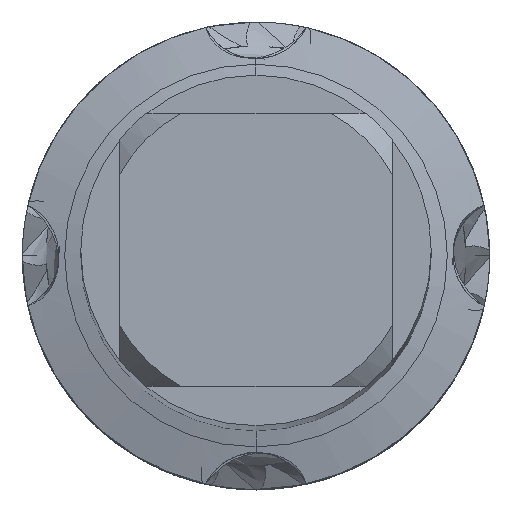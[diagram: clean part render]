
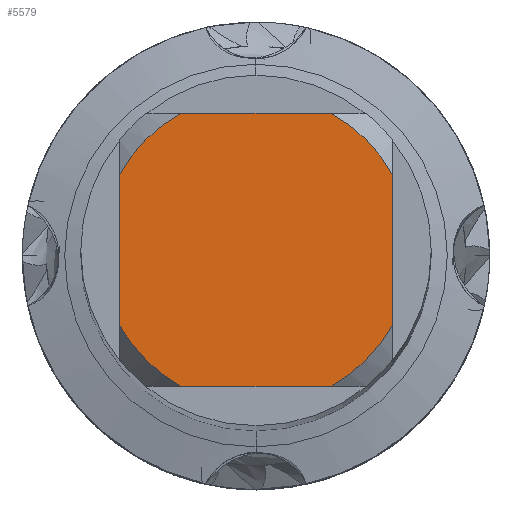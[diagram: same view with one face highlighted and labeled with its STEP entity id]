
A CAD part, top view. The second image highlights one B-rep face of the part: STEP entity #5579.
In plain terms, the highlighted planar face has unit normal (0, 0, 1).
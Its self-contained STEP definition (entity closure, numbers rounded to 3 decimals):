
#2249=VERTEX_POINT('',#6637);
#3865=EDGE_CURVE('',#6465,#4151,#8399,.T.);
#3879=VERTEX_POINT('',#8415);
#4151=VERTEX_POINT('',#8710);
#4385=VERTEX_POINT('',#8963);
#4443=VERTEX_POINT('',#9023);
#5075=EDGE_CURVE('',#4385,#4151,#9705,.T.);
#5203=VERTEX_POINT('',#9843);
#5345=EDGE_CURVE('',#5203,#2249,#9995,.T.);
#5427=EDGE_CURVE('',#6465,#4443,#10086,.T.);
#5575=EDGE_CURVE('',#3879,#6579,#10252,.T.);
#5579=ADVANCED_FACE('',(#10256),#10257,.T.);
#5951=EDGE_CURVE('',#4385,#6579,#10665,.T.);
#6099=EDGE_CURVE('',#3879,#2249,#10828,.T.);
#6261=EDGE_CURVE('',#5203,#4443,#11001,.T.);
#6465=VERTEX_POINT('',#11226);
#6579=VERTEX_POINT('',#11351);
#6637=CARTESIAN_POINT('',(3.5,1.936,0.0));
#8399=LINE('',#17258,#17259);
#8415=CARTESIAN_POINT('',(3.5,-1.936,0.0));
#8710=CARTESIAN_POINT('',(-3.5,-1.936,0.0));
#8963=CARTESIAN_POINT('',(-1.936,-3.5,0.0));
#9023=CARTESIAN_POINT('',(-1.936,3.5,0.0));
#9705=CIRCLE('',#21260,4.0);
#9843=CARTESIAN_POINT('',(1.936,3.5,0.0));
#9995=CIRCLE('',#22043,4.0);
#10086=CIRCLE('',#22226,4.0);
#10252=CIRCLE('',#22657,4.0);
#10256=FACE_OUTER_BOUND('',#22665,.T.);
#10257=PLANE('',#22666);
#10665=LINE('',#23634,#23635);
#10828=LINE('',#24019,#24020);
#11001=LINE('',#24503,#24504);
#11226=CARTESIAN_POINT('',(-3.5,1.936,0.0));
#11351=CARTESIAN_POINT('',(1.936,-3.5,0.0));
#17258=CARTESIAN_POINT('',(-3.5,1.0,0.0));
#17259=VECTOR('',#27512,1.0);
#21260=AXIS2_PLACEMENT_3D('',#28810,#28811,#28812);
#22043=AXIS2_PLACEMENT_3D('',#29083,#29084,#29085);
#22226=AXIS2_PLACEMENT_3D('',#29200,#29201,#29202);
#22657=AXIS2_PLACEMENT_3D('',#29374,#29375,#29376);
#22665=EDGE_LOOP('',(#29378,#29379,#29380,#29381,#29382,#29383,#29384,#29385));
#22666=AXIS2_PLACEMENT_3D('',#29386,#29387,#29388);
#23634=CARTESIAN_POINT('',(0.0,-3.5,0.0));
#23635=VECTOR('',#29817,1.0);
#24019=CARTESIAN_POINT('',(3.5,1.0,0.0));
#24020=VECTOR('',#29974,1.0);
#24503=CARTESIAN_POINT('',(0.0,3.5,0.0));
#24504=VECTOR('',#30137,1.0);
#27512=DIRECTION('',(-0.0,-1.0,0.0));
#28810=CARTESIAN_POINT('',(0.0,0.0,0.0));
#28811=DIRECTION('',(0.0,0.0,-1.0));
#28812=DIRECTION('',(0.0,1.0,0.0));
#29083=CARTESIAN_POINT('',(0.0,0.0,0.0));
#29084=DIRECTION('',(0.0,0.0,-1.0));
#29085=DIRECTION('',(0.0,1.0,0.0));
#29200=CARTESIAN_POINT('',(0.0,0.0,0.0));
#29201=DIRECTION('',(0.0,0.0,-1.0));
#29202=DIRECTION('',(0.0,1.0,0.0));
#29374=CARTESIAN_POINT('',(0.0,0.0,0.0));
#29375=DIRECTION('',(0.0,0.0,-1.0));
#29376=DIRECTION('',(0.0,1.0,0.0));
#29378=ORIENTED_EDGE('',*,*,#3865,.T.);
#29379=ORIENTED_EDGE('',*,*,#5075,.F.);
#29380=ORIENTED_EDGE('',*,*,#5951,.T.);
#29381=ORIENTED_EDGE('',*,*,#5575,.F.);
#29382=ORIENTED_EDGE('',*,*,#6099,.T.);
#29383=ORIENTED_EDGE('',*,*,#5345,.F.);
#29384=ORIENTED_EDGE('',*,*,#6261,.T.);
#29385=ORIENTED_EDGE('',*,*,#5427,.F.);
#29386=CARTESIAN_POINT('',(0.0,2.0,0.0));
#29387=DIRECTION('',(-0.0,0.0,1.0));
#29388=DIRECTION('',(0.0,-1.0,0.0));
#29817=DIRECTION('',(1.0,0.0,0.0));
#29974=DIRECTION('',(-0.0,1.0,0.0));
#30137=DIRECTION('',(-1.0,0.0,0.0));
